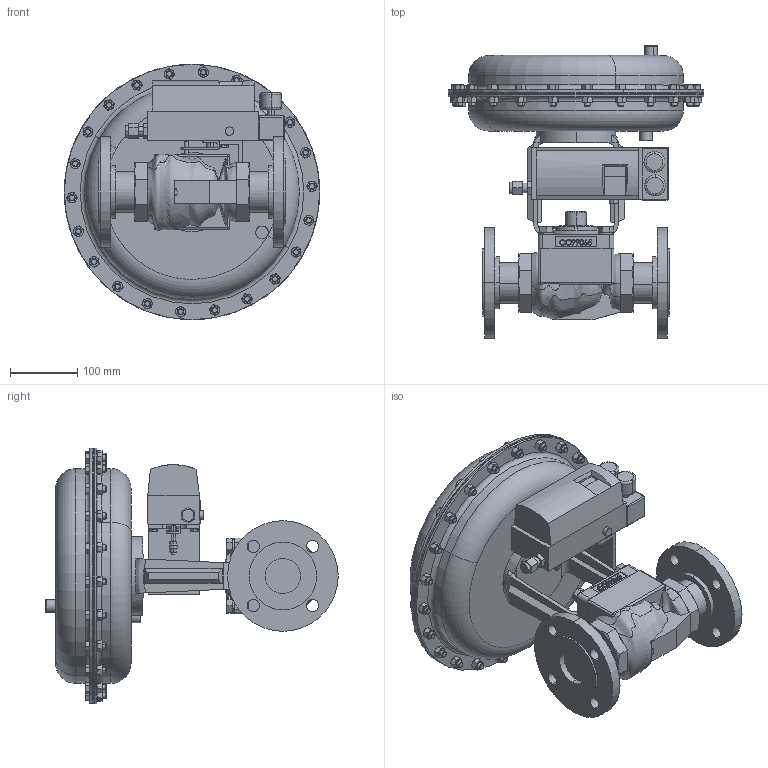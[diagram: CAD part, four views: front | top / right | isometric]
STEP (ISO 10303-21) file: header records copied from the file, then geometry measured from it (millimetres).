
FILE_DESCRIPTION (( 'STEP AP203' ), '1' );
FILE_NAME ('78SP-200-BR+CS+S6-F6-85M-16IQ.step', '2017-09-25T17:13:54', ( '' ), ( '' ), 'SwSTEP 2.0', 'SolidWorks 2014', '' );
FILE_SCHEMA (( 'CONFIG_CONTROL_DESIGN' ));
Products named in the file (1): 78SP-200-BR+CS+S6-F6-85M-16IQ
Bounding box: 381 x 436.27 x 381 mm (x, y, z)
Volume: 13411862.3 mm3; surface area: 759833.1 mm2
Topology: 3 solids, 3 shells, 1577 faces, 3762 edges, 2312 vertices
Faces by surface type: plane 678, cone 492, cylinder 277, bspline 102, torus 18, sphere 10
Entity records: 62248 total; most frequent: CARTESIAN_POINT 27644, ORIENTED_EDGE 7512, DIRECTION 6486, EDGE_CURVE 3756, AXIS2_PLACEMENT_3D 2481, VERTEX_POINT 2312, EDGE_LOOP 1784, FACE_OUTER_BOUND 1577
